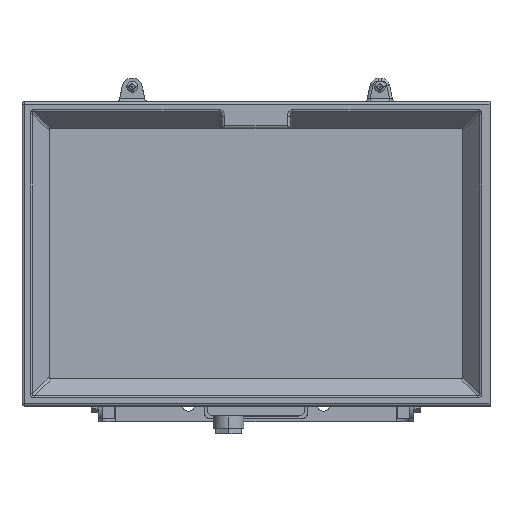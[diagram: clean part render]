
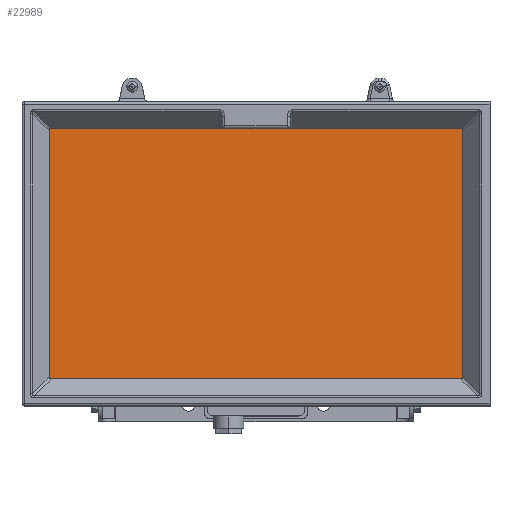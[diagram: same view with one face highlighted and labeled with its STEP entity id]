
A CAD part, top view. The second image highlights one B-rep face of the part: STEP entity #22989.
In plain terms, the highlighted planar face has unit normal (0, 0, 1).
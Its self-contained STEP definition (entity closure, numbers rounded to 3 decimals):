
#1139 = CARTESIAN_POINT ( 'NONE',  ( -152., 92., 10. ) ) ;
#1525 = PLANE ( 'NONE',  #1619 ) ;
#1619 = AXIS2_PLACEMENT_3D ( 'NONE', #19398, #10556, #26130 ) ;
#5851 = VECTOR ( 'NONE', #26252, 1000. ) ;
#5970 = EDGE_CURVE ( 'NONE', #22918, #17822, #14511, .T. ) ;
#6106 = EDGE_CURVE ( 'NONE', #24267, #16496, #13138, .T. ) ;
#6728 = ORIENTED_EDGE ( 'NONE', *, *, #6106, .T. ) ;
#7905 = VECTOR ( 'NONE', #22747, 1000. ) ;
#9127 = CARTESIAN_POINT ( 'NONE',  ( 152., -92., 10. ) ) ;
#9389 = CARTESIAN_POINT ( 'NONE',  ( 152., 92., 10. ) ) ;
#9868 = VECTOR ( 'NONE', #25253, 1000. ) ;
#10139 = FACE_OUTER_BOUND ( 'NONE', #15912, .T. ) ;
#10539 = EDGE_CURVE ( 'NONE', #16496, #22918, #23051, .T. ) ;
#10556 = DIRECTION ( 'NONE',  ( 0., 0., 1. ) ) ;
#12228 = ORIENTED_EDGE ( 'NONE', *, *, #5970, .T. ) ;
#12707 = EDGE_CURVE ( 'NONE', #17822, #24267, #14722, .T. ) ;
#13138 = LINE ( 'NONE', #9389, #7905 ) ;
#14045 = CARTESIAN_POINT ( 'NONE',  ( -152., -92., 10. ) ) ;
#14511 = LINE ( 'NONE', #1139, #5851 ) ;
#14722 = LINE ( 'NONE', #14045, #9868 ) ;
#15440 = CARTESIAN_POINT ( 'NONE',  ( -152., 92., 10. ) ) ;
#15738 = DIRECTION ( 'NONE',  ( -1., 0., 0. ) ) ;
#15912 = EDGE_LOOP ( 'NONE', ( #12228, #28005, #6728, #18464 ) ) ;
#16496 = VERTEX_POINT ( 'NONE', #21022 ) ;
#17822 = VERTEX_POINT ( 'NONE', #26788 ) ;
#18464 = ORIENTED_EDGE ( 'NONE', *, *, #10539, .T. ) ;
#19188 = VECTOR ( 'NONE', #15738, 1000. ) ;
#19398 = CARTESIAN_POINT ( 'NONE',  ( 0., 0., 10. ) ) ;
#21022 = CARTESIAN_POINT ( 'NONE',  ( 152., 92., 10. ) ) ;
#22747 = DIRECTION ( 'NONE',  ( 0., 1., 0. ) ) ;
#22918 = VERTEX_POINT ( 'NONE', #25296 ) ;
#22989 = ADVANCED_FACE ( 'NONE', ( #10139 ), #1525, .T. ) ;
#23051 = LINE ( 'NONE', #15440, #19188 ) ;
#24267 = VERTEX_POINT ( 'NONE', #9127 ) ;
#25253 = DIRECTION ( 'NONE',  ( 1., 0., 0. ) ) ;
#25296 = CARTESIAN_POINT ( 'NONE',  ( -152., 92., 10. ) ) ;
#26130 = DIRECTION ( 'NONE',  ( 1., 0., 0. ) ) ;
#26252 = DIRECTION ( 'NONE',  ( 0., -1., 0. ) ) ;
#26788 = CARTESIAN_POINT ( 'NONE',  ( -152., -92., 10. ) ) ;
#28005 = ORIENTED_EDGE ( 'NONE', *, *, #12707, .T. ) ;
